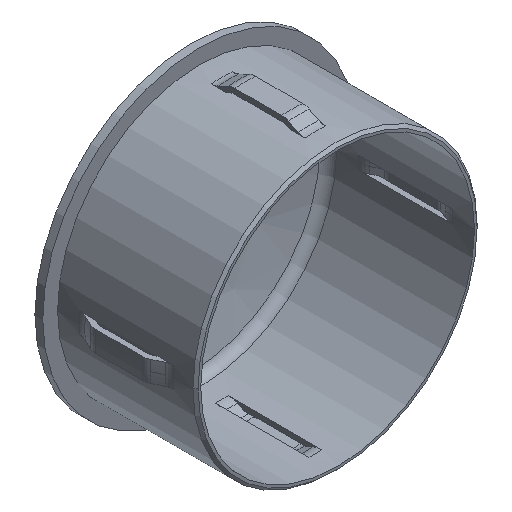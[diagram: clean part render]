
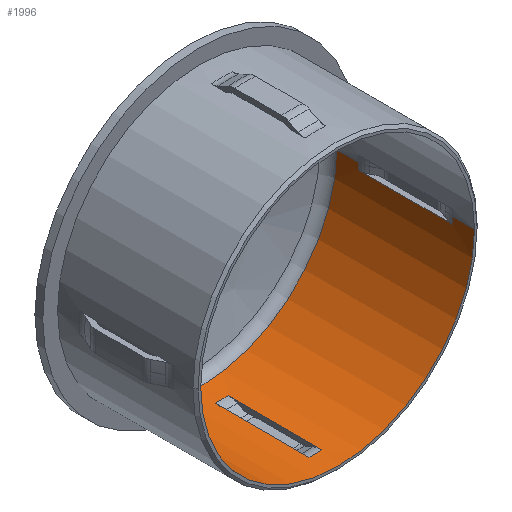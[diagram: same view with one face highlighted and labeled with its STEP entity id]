
A CAD part, isometric view. The second image highlights one B-rep face of the part: STEP entity #1996.
In plain terms, the highlighted cylindrical face has radius 26.3 mm (diameter 52.6 mm), a partial arc.
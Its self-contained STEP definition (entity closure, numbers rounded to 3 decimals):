
#75 = VERTEX_POINT ( 'NONE', #5359 ) ;
#162 = ORIENTED_EDGE ( 'NONE', *, *, #1352, .T. ) ;
#300 = CARTESIAN_POINT ( 'NONE',  ( -26.3, 32.5, 0. ) ) ;
#350 = DIRECTION ( 'NONE',  ( 0., -1., 0. ) ) ;
#401 = CARTESIAN_POINT ( 'NONE',  ( 1.25, 4.25, -26.27 ) ) ;
#627 = CARTESIAN_POINT ( 'NONE',  ( -26.27, 4.25, -1.25 ) ) ;
#728 = LINE ( 'NONE', #300, #11302 ) ;
#764 = DIRECTION ( 'NONE',  ( 1., 0., 0. ) ) ;
#841 = CYLINDRICAL_SURFACE ( 'NONE', #7406, 26.3 ) ;
#881 = VERTEX_POINT ( 'NONE', #7833 ) ;
#915 = DIRECTION ( 'NONE',  ( 1., 0., 0. ) ) ;
#1063 = CARTESIAN_POINT ( 'NONE',  ( 1.25, 63.3, -26.27 ) ) ;
#1065 = CARTESIAN_POINT ( 'NONE',  ( -26.3, 32.5, 0. ) ) ;
#1119 = CARTESIAN_POINT ( 'NONE',  ( -26.27, 22.25, -1.25 ) ) ;
#1131 = CARTESIAN_POINT ( 'NONE',  ( 0., 4.25, 0. ) ) ;
#1163 = DIRECTION ( 'NONE',  ( 1., 0., 0. ) ) ;
#1216 = DIRECTION ( 'NONE',  ( 0., -1., 0. ) ) ;
#1240 = FACE_OUTER_BOUND ( 'NONE', #11308, .T. ) ;
#1257 = VECTOR ( 'NONE', #9815, 1000. ) ;
#1267 = VERTEX_POINT ( 'NONE', #1119 ) ;
#1352 = EDGE_CURVE ( 'NONE', #14472, #1416, #1647, .T. ) ;
#1399 = ORIENTED_EDGE ( 'NONE', *, *, #4681, .F. ) ;
#1416 = VERTEX_POINT ( 'NONE', #11242 ) ;
#1532 = VERTEX_POINT ( 'NONE', #627 ) ;
#1647 = LINE ( 'NONE', #1065, #1257 ) ;
#1649 = CARTESIAN_POINT ( 'NONE',  ( 26.3, 22.25, 0. ) ) ;
#1814 = DIRECTION ( 'NONE',  ( 0., -1., 0. ) ) ;
#1996 = ADVANCED_FACE ( 'NONE', ( #6481, #1240 ), #841, .F. ) ;
#2056 = CIRCLE ( 'NONE', #8420, 26.3 ) ;
#2111 = EDGE_CURVE ( 'NONE', #881, #2396, #2401, .T. ) ;
#2126 = CARTESIAN_POINT ( 'NONE',  ( -26.3, 0., 0. ) ) ;
#2284 = DIRECTION ( 'NONE',  ( 0., -1., 0. ) ) ;
#2316 = CARTESIAN_POINT ( 'NONE',  ( 26.3, 26.469, 0. ) ) ;
#2386 = LINE ( 'NONE', #4983, #2986 ) ;
#2392 = DIRECTION ( 'NONE',  ( 1., 0., 0. ) ) ;
#2396 = VERTEX_POINT ( 'NONE', #3972 ) ;
#2401 = CIRCLE ( 'NONE', #11519, 26.3 ) ;
#2447 = DIRECTION ( 'NONE',  ( 0., -1., 0. ) ) ;
#2462 = VERTEX_POINT ( 'NONE', #401 ) ;
#2594 = DIRECTION ( 'NONE',  ( 1., 0., 0. ) ) ;
#2829 = CARTESIAN_POINT ( 'NONE',  ( 0., 32.5, 0. ) ) ;
#2867 = AXIS2_PLACEMENT_3D ( 'NONE', #4592, #3332, #9711 ) ;
#2896 = VERTEX_POINT ( 'NONE', #7048 ) ;
#2950 = VERTEX_POINT ( 'NONE', #2316 ) ;
#2986 = VECTOR ( 'NONE', #1216, 1000. ) ;
#3112 = VERTEX_POINT ( 'NONE', #1649 ) ;
#3150 = LINE ( 'NONE', #9704, #7220 ) ;
#3272 = EDGE_CURVE ( 'NONE', #14472, #2950, #15087, .T. ) ;
#3297 = EDGE_CURVE ( 'NONE', #1267, #1532, #2386, .T. ) ;
#3332 = DIRECTION ( 'NONE',  ( 0., -1., 0. ) ) ;
#3402 = CARTESIAN_POINT ( 'NONE',  ( -26.3, 26.469, 0. ) ) ;
#3883 = CARTESIAN_POINT ( 'NONE',  ( 26.27, 63.3, -1.25 ) ) ;
#3960 = VERTEX_POINT ( 'NONE', #2126 ) ;
#3972 = CARTESIAN_POINT ( 'NONE',  ( 1.25, 22.25, -26.27 ) ) ;
#4131 = EDGE_CURVE ( 'NONE', #8232, #11397, #9604, .T. ) ;
#4306 = ORIENTED_EDGE ( 'NONE', *, *, #9614, .F. ) ;
#4592 = CARTESIAN_POINT ( 'NONE',  ( 0., 22.25, 0. ) ) ;
#4681 = EDGE_CURVE ( 'NONE', #2896, #2462, #11559, .T. ) ;
#4983 = CARTESIAN_POINT ( 'NONE',  ( -26.27, 63.3, -1.25 ) ) ;
#5035 = LINE ( 'NONE', #10737, #14009 ) ;
#5104 = ORIENTED_EDGE ( 'NONE', *, *, #8446, .T. ) ;
#5359 = CARTESIAN_POINT ( 'NONE',  ( 26.3, 0., 0. ) ) ;
#5472 = EDGE_CURVE ( 'NONE', #6536, #75, #3150, .T. ) ;
#5778 = LINE ( 'NONE', #1063, #6350 ) ;
#5957 = CARTESIAN_POINT ( 'NONE',  ( 26.3, 4.25, 0. ) ) ;
#6350 = VECTOR ( 'NONE', #15817, 1000. ) ;
#6481 = FACE_BOUND ( 'NONE', #10630, .T. ) ;
#6536 = VERTEX_POINT ( 'NONE', #5957 ) ;
#6917 = AXIS2_PLACEMENT_3D ( 'NONE', #9742, #16192, #1163 ) ;
#7023 = DIRECTION ( 'NONE',  ( 0., -1., 0. ) ) ;
#7048 = CARTESIAN_POINT ( 'NONE',  ( -1.25, 4.25, -26.27 ) ) ;
#7087 = CARTESIAN_POINT ( 'NONE',  ( -26.3, 4.25, 0. ) ) ;
#7220 = VECTOR ( 'NONE', #9819, 1000. ) ;
#7286 = EDGE_CURVE ( 'NONE', #14445, #3960, #728, .T. ) ;
#7342 = CARTESIAN_POINT ( 'NONE',  ( -1.25, 63.3, -26.27 ) ) ;
#7406 = AXIS2_PLACEMENT_3D ( 'NONE', #2829, #1814, #10557 ) ;
#7608 = ORIENTED_EDGE ( 'NONE', *, *, #3272, .F. ) ;
#7683 = CIRCLE ( 'NONE', #2867, 26.3 ) ;
#7833 = CARTESIAN_POINT ( 'NONE',  ( -1.25, 22.25, -26.27 ) ) ;
#7836 = DIRECTION ( 'NONE',  ( 1., 0., 0. ) ) ;
#8232 = VERTEX_POINT ( 'NONE', #9341 ) ;
#8340 = LINE ( 'NONE', #7342, #12048 ) ;
#8377 = ORIENTED_EDGE ( 'NONE', *, *, #12681, .T. ) ;
#8401 = ORIENTED_EDGE ( 'NONE', *, *, #14048, .T. ) ;
#8420 = AXIS2_PLACEMENT_3D ( 'NONE', #1131, #9884, #2392 ) ;
#8446 = EDGE_CURVE ( 'NONE', #2396, #2462, #5778, .T. ) ;
#8647 = DIRECTION ( 'NONE',  ( 1., 0., 0. ) ) ;
#8749 = AXIS2_PLACEMENT_3D ( 'NONE', #13881, #8823, #2594 ) ;
#8823 = DIRECTION ( 'NONE',  ( 0., -1., 0. ) ) ;
#8888 = EDGE_CURVE ( 'NONE', #2950, #3112, #5035, .T. ) ;
#8893 = DIRECTION ( 'NONE',  ( 0., -1., 0. ) ) ;
#9187 = ORIENTED_EDGE ( 'NONE', *, *, #12640, .T. ) ;
#9218 = VECTOR ( 'NONE', #8893, 1000. ) ;
#9341 = CARTESIAN_POINT ( 'NONE',  ( 26.27, 22.25, -1.25 ) ) ;
#9425 = DIRECTION ( 'NONE',  ( 0., -1., 0. ) ) ;
#9572 = AXIS2_PLACEMENT_3D ( 'NONE', #16144, #15029, #8647 ) ;
#9604 = LINE ( 'NONE', #3883, #9218 ) ;
#9614 = EDGE_CURVE ( 'NONE', #881, #2896, #8340, .T. ) ;
#9665 = CARTESIAN_POINT ( 'NONE',  ( 0., 22.25, 0. ) ) ;
#9667 = CIRCLE ( 'NONE', #11571, 26.3 ) ;
#9704 = CARTESIAN_POINT ( 'NONE',  ( 26.3, 32.5, 0. ) ) ;
#9711 = DIRECTION ( 'NONE',  ( 1., 0., 0. ) ) ;
#9742 = CARTESIAN_POINT ( 'NONE',  ( 0., 26.469, 0. ) ) ;
#9815 = DIRECTION ( 'NONE',  ( 0., -1., 0. ) ) ;
#9819 = DIRECTION ( 'NONE',  ( 0., -1., 0. ) ) ;
#9864 = CIRCLE ( 'NONE', #16190, 26.3 ) ;
#9884 = DIRECTION ( 'NONE',  ( 0., -1., 0. ) ) ;
#10379 = CARTESIAN_POINT ( 'NONE',  ( 0., 4.25, 0. ) ) ;
#10557 = DIRECTION ( 'NONE',  ( 1., 0., 0. ) ) ;
#10630 = EDGE_LOOP ( 'NONE', ( #1399, #4306, #13281, #5104 ) ) ;
#10737 = CARTESIAN_POINT ( 'NONE',  ( 26.3, 32.5, 0. ) ) ;
#10746 = ORIENTED_EDGE ( 'NONE', *, *, #4131, .F. ) ;
#11242 = CARTESIAN_POINT ( 'NONE',  ( -26.3, 22.25, 0. ) ) ;
#11302 = VECTOR ( 'NONE', #350, 1000. ) ;
#11308 = EDGE_LOOP ( 'NONE', ( #7608, #162, #9187, #13279, #15336, #14302, #8401, #11957, #14875, #10746, #8377, #14905 ) ) ;
#11397 = VERTEX_POINT ( 'NONE', #16022 ) ;
#11519 = AXIS2_PLACEMENT_3D ( 'NONE', #14467, #7023, #764 ) ;
#11559 = CIRCLE ( 'NONE', #9572, 26.3 ) ;
#11571 = AXIS2_PLACEMENT_3D ( 'NONE', #9665, #2284, #915 ) ;
#11957 = ORIENTED_EDGE ( 'NONE', *, *, #5472, .F. ) ;
#12048 = VECTOR ( 'NONE', #2447, 1000. ) ;
#12640 = EDGE_CURVE ( 'NONE', #1416, #1267, #7683, .T. ) ;
#12681 = EDGE_CURVE ( 'NONE', #8232, #3112, #9667, .T. ) ;
#12783 = EDGE_CURVE ( 'NONE', #11397, #6536, #2056, .T. ) ;
#13094 = EDGE_CURVE ( 'NONE', #14445, #1532, #9864, .T. ) ;
#13279 = ORIENTED_EDGE ( 'NONE', *, *, #3297, .T. ) ;
#13281 = ORIENTED_EDGE ( 'NONE', *, *, #2111, .T. ) ;
#13881 = CARTESIAN_POINT ( 'NONE',  ( 0., 0., 0. ) ) ;
#14009 = VECTOR ( 'NONE', #9425, 1000. ) ;
#14048 = EDGE_CURVE ( 'NONE', #3960, #75, #14330, .T. ) ;
#14066 = DIRECTION ( 'NONE',  ( 0., -1., 0. ) ) ;
#14302 = ORIENTED_EDGE ( 'NONE', *, *, #7286, .T. ) ;
#14330 = CIRCLE ( 'NONE', #8749, 26.3 ) ;
#14445 = VERTEX_POINT ( 'NONE', #7087 ) ;
#14467 = CARTESIAN_POINT ( 'NONE',  ( 0., 22.25, 0. ) ) ;
#14472 = VERTEX_POINT ( 'NONE', #3402 ) ;
#14875 = ORIENTED_EDGE ( 'NONE', *, *, #12783, .F. ) ;
#14905 = ORIENTED_EDGE ( 'NONE', *, *, #8888, .F. ) ;
#15029 = DIRECTION ( 'NONE',  ( 0., -1., 0. ) ) ;
#15087 = CIRCLE ( 'NONE', #6917, 26.3 ) ;
#15336 = ORIENTED_EDGE ( 'NONE', *, *, #13094, .F. ) ;
#15817 = DIRECTION ( 'NONE',  ( 0., -1., 0. ) ) ;
#16022 = CARTESIAN_POINT ( 'NONE',  ( 26.27, 4.25, -1.25 ) ) ;
#16144 = CARTESIAN_POINT ( 'NONE',  ( 0., 4.25, 0. ) ) ;
#16190 = AXIS2_PLACEMENT_3D ( 'NONE', #10379, #14066, #7836 ) ;
#16192 = DIRECTION ( 'NONE',  ( 0., -1., 0. ) ) ;
